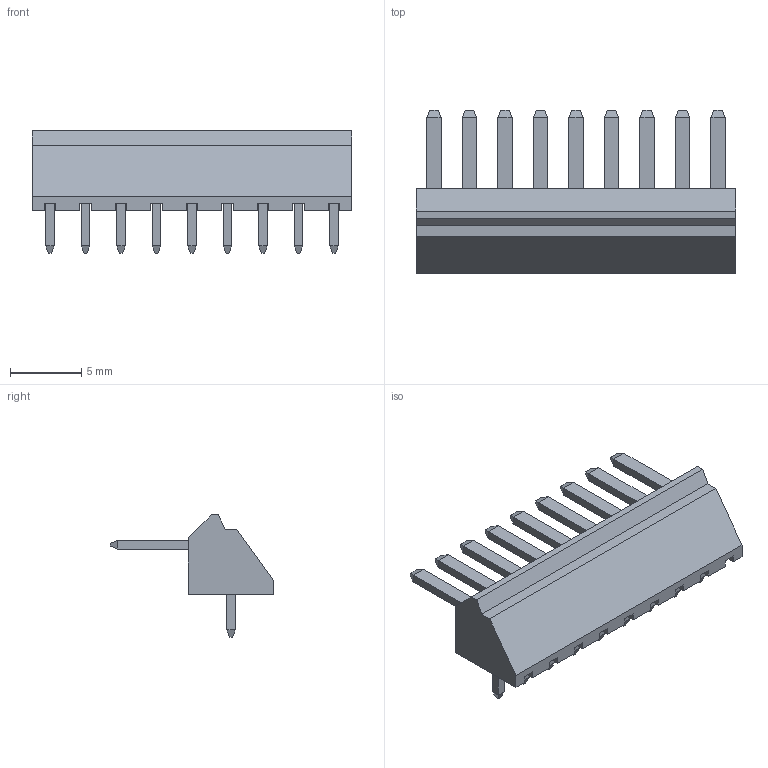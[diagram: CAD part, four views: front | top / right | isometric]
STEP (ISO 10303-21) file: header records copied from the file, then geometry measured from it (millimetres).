
FILE_DESCRIPTION(('FreeCAD Model'),'2;1');
FILE_NAME('Open CASCADE Shape Model','2021-07-29T10:05:02',( 'kicad StepUp'),('ksu MCAD'),'Open CASCADE STEP processor 7.4', 'FreeCAD','Unknown');
FILE_SCHEMA(('AUTOMOTIVE_DESIGN { 1 0 10303 214 1 1 1 1 }'));
Length unit declared in the file: millimetre
Products named in the file (1): JST_NH_BS9P-SHF-1AA_1x09_P2.50mm_Horizontal.copy
Bounding box: 22.5 x 11.5 x 8.6 mm (x, y, z)
Volume: 557.2 mm3; surface area: 785.8 mm2
Topology: 19 solids, 19 shells, 226 faces, 492 edges, 304 vertices
Faces by surface type: plane 154, bspline 72
Entity records: 13564 total; most frequent: CARTESIAN_POINT 2727, DIRECTION 1282, ORIENTED_EDGE 984, PCURVE 984, DEFINITIONAL_REPRESENTATION 984, LINE 972, VECTOR 972, B_SPLINE_CURVE_WITH_KNOTS 504
